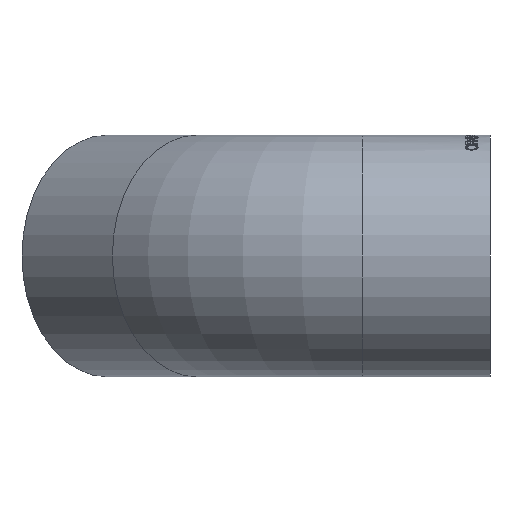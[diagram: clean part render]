
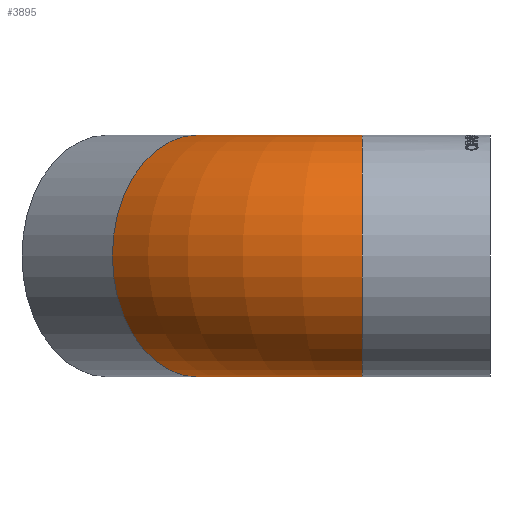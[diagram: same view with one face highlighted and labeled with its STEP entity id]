
A CAD part, left-side view. The second image highlights one B-rep face of the part: STEP entity #3895.
In plain terms, the highlighted toroidal (fillet/blend) face has major radius 100 mm and minor radius 52 mm.
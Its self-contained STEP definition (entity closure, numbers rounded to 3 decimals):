
#464 = CARTESIAN_POINT ( 'NONE',  ( 0., 55., 0. ) ) ;
#580 = AXIS2_PLACEMENT_3D ( 'NONE', #464, #3120, #1194 ) ;
#623 = DIRECTION ( 'NONE',  ( 0., 0., 1. ) ) ;
#668 = CARTESIAN_POINT ( 'NONE',  ( -100., 55., 52. ) ) ;
#992 = CIRCLE ( 'NONE', #2079, 52. ) ;
#1194 = DIRECTION ( 'NONE',  ( -1., 0., 0. ) ) ;
#1211 = VERTEX_POINT ( 'NONE', #668 ) ;
#1231 = EDGE_CURVE ( 'NONE', #2531, #2531, #3092, .T. ) ;
#1661 = TOROIDAL_SURFACE ( 'NONE', #580, 100., 52. ) ;
#1687 = EDGE_LOOP ( 'NONE', ( #2222 ) ) ;
#2079 = AXIS2_PLACEMENT_3D ( 'NONE', #3961, #3330, #3648 ) ;
#2222 = ORIENTED_EDGE ( 'NONE', *, *, #3987, .T. ) ;
#2531 = VERTEX_POINT ( 'NONE', #2859 ) ;
#2841 = FACE_OUTER_BOUND ( 'NONE', #2916, .T. ) ;
#2859 = CARTESIAN_POINT ( 'NONE',  ( -70.711, 125.711, 52. ) ) ;
#2916 = EDGE_LOOP ( 'NONE', ( #3565 ) ) ;
#3092 = CIRCLE ( 'NONE', #3296, 52. ) ;
#3120 = DIRECTION ( 'NONE',  ( 0., 0., -1. ) ) ;
#3280 = CARTESIAN_POINT ( 'NONE',  ( -70.711, 125.711, 0. ) ) ;
#3296 = AXIS2_PLACEMENT_3D ( 'NONE', #3280, #3559, #623 ) ;
#3330 = DIRECTION ( 'NONE',  ( 0., 1., 0. ) ) ;
#3559 = DIRECTION ( 'NONE',  ( 0.707, 0.707, 0. ) ) ;
#3565 = ORIENTED_EDGE ( 'NONE', *, *, #1231, .F. ) ;
#3648 = DIRECTION ( 'NONE',  ( 0., 0., 1. ) ) ;
#3895 = ADVANCED_FACE ( 'NONE', ( #2841, #4141 ), #1661, .T. ) ;
#3961 = CARTESIAN_POINT ( 'NONE',  ( -100., 55., 0. ) ) ;
#3987 = EDGE_CURVE ( 'NONE', #1211, #1211, #992, .T. ) ;
#4141 = FACE_OUTER_BOUND ( 'NONE', #1687, .T. ) ;
